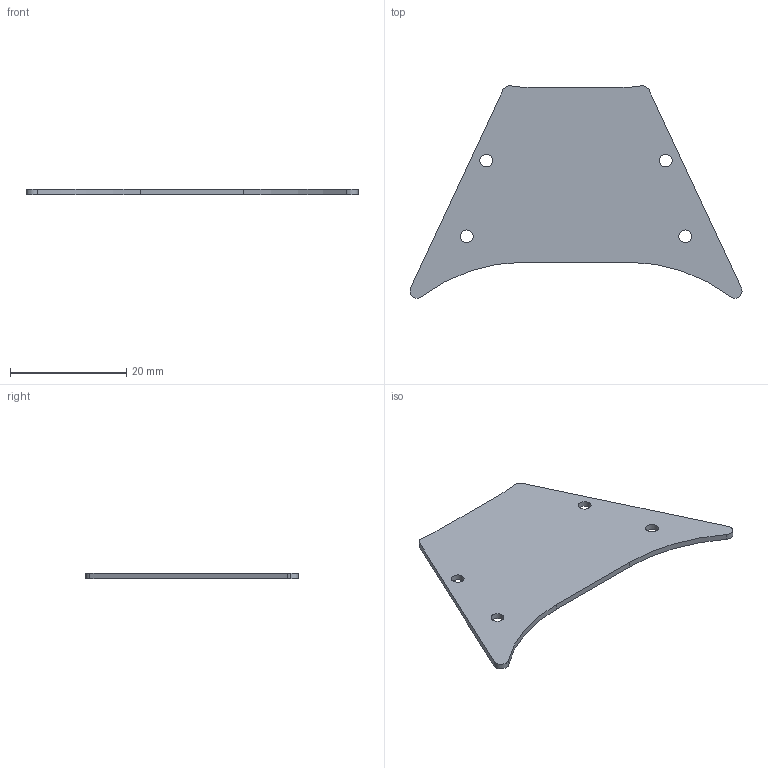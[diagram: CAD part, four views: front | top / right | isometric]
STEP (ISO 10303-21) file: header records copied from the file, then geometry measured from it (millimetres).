
FILE_DESCRIPTION(('HOOPS Exchange Step'),'2;1');
FILE_NAME('temp_export','2026-02-11T10:52:10-05:00',('jscotto'),('Shapr3D Limited'),'HOOPS Exchange 2025.9','Shapr3D','Authorized');
FILE_SCHEMA( ('AP242_MANAGED_MODEL_BASED_3D_ENGINEERING_MIM_LF {1 0 10303 442 1 1 4}') );
Length unit declared in the file: millimetre
Products named in the file (1): OLED Cover
Bounding box: 57.19 x 36.59 x 1 mm (x, y, z)
Volume: 1233.4 mm3; surface area: 2657.9 mm2
Topology: 1 solids, 1 shells, 19 faces, 59 edges, 42 vertices
Faces by surface type: cylinder 13, plane 6
Full cylindrical faces by diameter (mm): 2.2 x4
Entity records: 743 total; most frequent: DIRECTION 135, CARTESIAN_POINT 122, ORIENTED_EDGE 118, EDGE_CURVE 59, AXIS2_PLACEMENT_3D 55, VERTEX_POINT 42, CIRCLE 34, EDGE_LOOP 27
